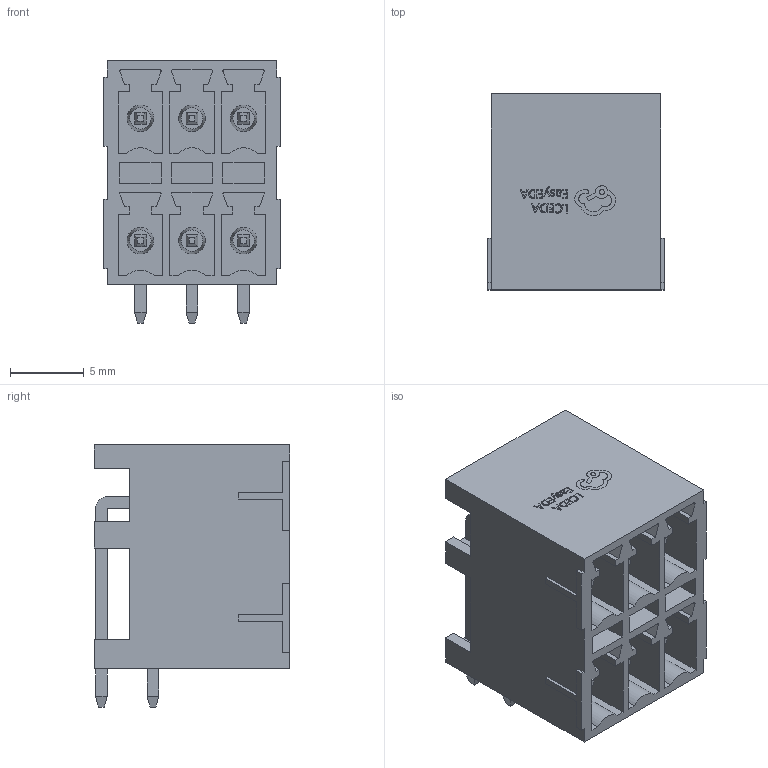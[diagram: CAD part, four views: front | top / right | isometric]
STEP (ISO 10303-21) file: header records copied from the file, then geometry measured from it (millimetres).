
FILE_DESCRIPTION (( 'STEP AP214' ), '1' );
FILE_NAME ('CONN-TH_6P-P3.50_KEFA_KF2EDGKRH-3.5-2X3P.step', '2022-08-02T14:32:26', ( '' ), ( '' ), 'SwSTEP 2.0', 'SolidWorks 2020', '' );
FILE_SCHEMA (( 'AUTOMOTIVE_DESIGN' ));
Length unit declared in the file: millimetre
Products named in the file (1): CONN-TH_6P-P3.50_KEFA_KF2EDGKRH-3.5-2X3P
Bounding box: 12 x 13.3 x 17.8 mm (x, y, z)
Volume: 1090.2 mm3; surface area: 2745.4 mm2
Topology: 14 solids, 14 shells, 681 faces, 1812 edges, 1190 vertices
Faces by surface type: plane 527, bspline 112, cylinder 30, cone 12
Entity records: 29081 total; most frequent: CARTESIAN_POINT 5788, ORIENTED_EDGE 3624, DIRECTION 2808, EDGE_CURVE 1812, LINE 1500, VECTOR 1500, VERTEX_POINT 1190, EDGE_LOOP 730
